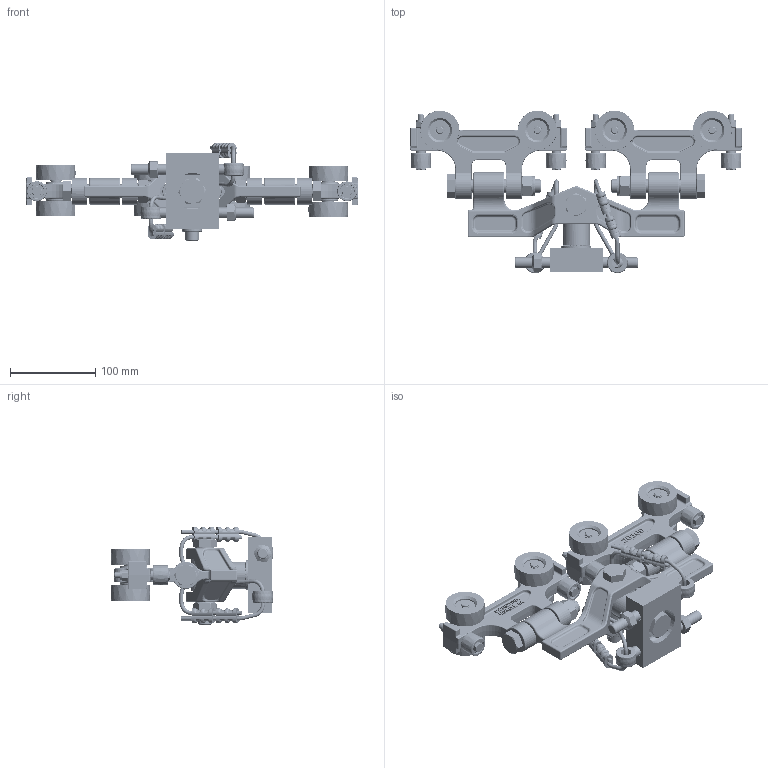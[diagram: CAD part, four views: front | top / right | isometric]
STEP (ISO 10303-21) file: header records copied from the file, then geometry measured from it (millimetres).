
FILE_DESCRIPTION((''),'2;1');
FILE_NAME('22528 DUAL END TRUCK TO OPERATE ON ETA-4-5.stp','2011-03-28T07:00:10',('jholman'),(''),'Autodesk Inventor 2011','Autodesk Inventor 2011','');
FILE_SCHEMA(('AUTOMOTIVE_DESIGN { 1 0 10303 214 1 1 1 1 }'));
Length unit declared in the file: inch
Products named in the file (33): 22528; 3D1155B4C; 20100; 59790M; 59790; 3D11D6B4A; 3D11F6B4A; 3D1185B4B; 3D11N9B4B; 3D11N7B4C; 3D11V6B4B; Hex Cap Screw - Metric M16 x 100; 3D11SWF4A; 3D11QWF4A; 3D11RWF4A; 3D11TWF4A; 3D11UWF4A; 3D110XF4B; 3D11Q9B4A; 3D1191G4A; 3D11PGB4C; 3D11OGB4B; 3D11G3B4A; Pin - Slotted Spring (Inch) 3/16 x 1.1/4; 3D11BOD4B; Hex Cap Screw - Inch 3/4-10 UNC - 2; 3D115FD4B; Prevailing Torque Type Hex Nut - UNC (Regular Thread - Inch)  (IFI) 1/2 - 13 Metal Type; ANSI/AFBMA 21.1 NT - Thrust Needle Roller And Cage Assembly (Inch) 20NT01; 3D11D9B4B; Hex Cap Screw - Metric M16 x 90; 3D116OD4C; 3D114OD4A
Assembly tree (56 placements, depth 4):
  22528
    3D1155B4C
    20100  x2
      59790M
        59790
      3D11D6B4A
      3D11F6B4A
      3D1185B4B
      3D11N9B4B
        3D11N7B4C
        3D11V6B4B
      Hex Cap Screw - Metric M16 x 100
      3D11SWF4A
        3D11QWF4A
        3D11RWF4A
        3D11TWF4A  x2
        3D11UWF4A
      3D110XF4B
      3D11Q9B4A
      3D1191G4A
    3D11PGB4C
      3D11OGB4B
      3D11G3B4A
      Pin - Slotted Spring (Inch) 3/16 x 1.1/4
      3D11BOD4B
      Hex Cap Screw - Inch 3/4-10 UNC - 2
      3D115FD4B  x2
      Prevailing Torque Type Hex Nut - UNC (Regular Thread - Inch)  (IFI) 1/2 - 13 Metal Type  x2
      ANSI/AFBMA 21.1 NT - Thrust Needle Roller And Cage Assembly (Inch) 20NT01  x2
      3D11D9B4B  x4
    Hex Cap Screw - Metric M16 x 90
    3D116OD4C  x2
    3D114OD4A  x4
    3D1191G4A
Bounding box: 388.94 x 190.39 x 114.73 mm (x, y, z)
Volume: 1037457.2 mm3; surface area: 352294.9 mm2
Topology: 122 solids, 122 shells, 3847 faces, 8984 edges, 5393 vertices
Faces by surface type: plane 1180, cylinder 954, bspline 935, torus 376, cone 282, sphere 120
Full cylindrical faces by diameter (mm): 1.041 x16, 1.194 x8, 2 x32, 4.763 x14, 6.35 x4, 6.909 x4, 7 x8, 7.036 x4, 7.099 x4, 7.137 x4, 9.525 x8, 10.249 x4, 10.592 x2, 11.176 x4, 12 x4, 12.7 x8, 13.386 x3, 13.843 x3, 14.288 x2, 15.011 x4, 16 x3, 16.669 x8, 16.866 x8, 16.993 x8, 17 x8, 17.374 x3, 19.05 x2, 19.844 x1, 20 x2, 22.49 x3
Entity records: 62732 total; most frequent: CARTESIAN_POINT 23422, ORIENTED_EDGE 7886, DIRECTION 7670, EDGE_CURVE 3943, AXIS2_PLACEMENT_3D 3019, VERTEX_POINT 2452, EDGE_LOOP 2063, FACE_OUTER_BOUND 1765
